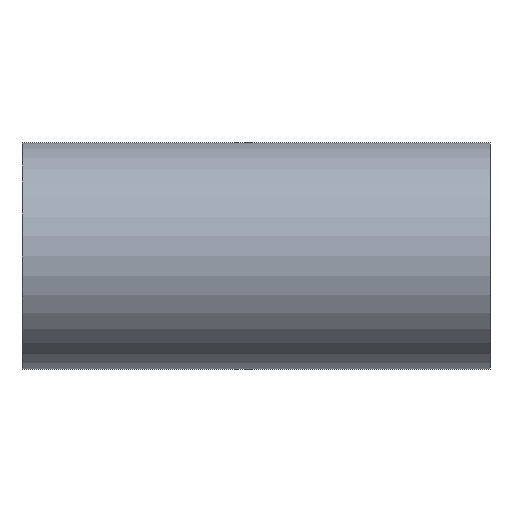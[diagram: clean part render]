
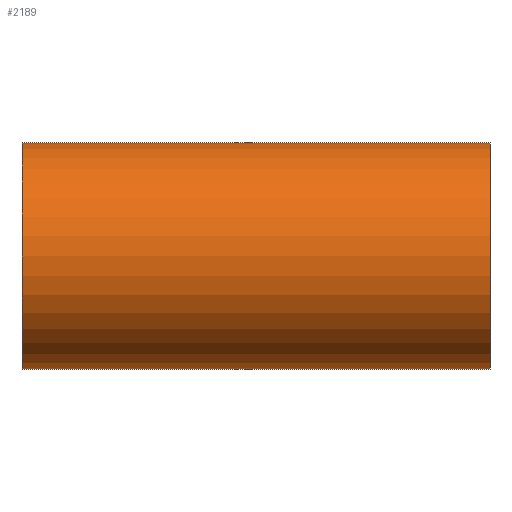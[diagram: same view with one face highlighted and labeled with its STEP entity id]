
A CAD part, front view. The second image highlights one B-rep face of the part: STEP entity #2189.
In plain terms, the highlighted cylindrical face has radius 50.8 mm (diameter 101.6 mm), a partial arc.
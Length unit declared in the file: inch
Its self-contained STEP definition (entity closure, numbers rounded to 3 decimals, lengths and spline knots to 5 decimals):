
#109 = CIRCLE ( 'NONE', #2321, 2. ) ;
#167 = CARTESIAN_POINT ( 'NONE',  ( 4.12598, 0., 0. ) ) ;
#230 = ORIENTED_EDGE ( 'NONE', *, *, #1650, .T. ) ;
#486 = CARTESIAN_POINT ( 'NONE',  ( 4.12598, 0., -2. ) ) ;
#502 = AXIS2_PLACEMENT_3D ( 'NONE', #2040, #1864, #706 ) ;
#504 = CARTESIAN_POINT ( 'NONE',  ( -4.12598, 0., 2. ) ) ;
#525 = DIRECTION ( 'NONE',  ( 0., 0., 1. ) ) ;
#706 = DIRECTION ( 'NONE',  ( 0., 0., -1. ) ) ;
#818 = CIRCLE ( 'NONE', #502, 2. ) ;
#1042 = VERTEX_POINT ( 'NONE', #1730 ) ;
#1060 = DIRECTION ( 'NONE',  ( 0., 0., -1. ) ) ;
#1103 = DIRECTION ( 'NONE',  ( -1., 0., 0. ) ) ;
#1176 = EDGE_LOOP ( 'NONE', ( #2091, #1250, #230, #1823 ) ) ;
#1180 = FACE_OUTER_BOUND ( 'NONE', #1176, .T. ) ;
#1250 = ORIENTED_EDGE ( 'NONE', *, *, #1485, .F. ) ;
#1277 = CARTESIAN_POINT ( 'NONE',  ( 4.12598, 0., 2. ) ) ;
#1473 = VERTEX_POINT ( 'NONE', #486 ) ;
#1485 = EDGE_CURVE ( 'NONE', #1042, #1473, #818, .T. ) ;
#1545 = CYLINDRICAL_SURFACE ( 'NONE', #2215, 2. ) ;
#1619 = VECTOR ( 'NONE', #1661, 39.37008 ) ;
#1650 = EDGE_CURVE ( 'NONE', #1042, #1909, #1677, .T. ) ;
#1661 = DIRECTION ( 'NONE',  ( -1., 0., 0. ) ) ;
#1677 = LINE ( 'NONE', #1277, #1619 ) ;
#1693 = CARTESIAN_POINT ( 'NONE',  ( -4.12598, 0., -2. ) ) ;
#1730 = CARTESIAN_POINT ( 'NONE',  ( 4.12598, 0., 2. ) ) ;
#1748 = EDGE_CURVE ( 'NONE', #1909, #2168, #109, .T. ) ;
#1823 = ORIENTED_EDGE ( 'NONE', *, *, #1748, .T. ) ;
#1832 = EDGE_CURVE ( 'NONE', #1473, #2168, #2087, .T. ) ;
#1864 = DIRECTION ( 'NONE',  ( 1., 0., 0. ) ) ;
#1909 = VERTEX_POINT ( 'NONE', #504 ) ;
#2033 = VECTOR ( 'NONE', #2455, 39.37008 ) ;
#2038 = CARTESIAN_POINT ( 'NONE',  ( -4.12598, 0., 0. ) ) ;
#2040 = CARTESIAN_POINT ( 'NONE',  ( 4.12598, 0., 0. ) ) ;
#2087 = LINE ( 'NONE', #2224, #2033 ) ;
#2091 = ORIENTED_EDGE ( 'NONE', *, *, #1832, .F. ) ;
#2168 = VERTEX_POINT ( 'NONE', #1693 ) ;
#2189 = ADVANCED_FACE ( 'NONE', ( #1180 ), #1545, .T. ) ;
#2213 = DIRECTION ( 'NONE',  ( 1., 0., 0. ) ) ;
#2215 = AXIS2_PLACEMENT_3D ( 'NONE', #167, #1103, #525 ) ;
#2224 = CARTESIAN_POINT ( 'NONE',  ( 4.12598, 0., -2. ) ) ;
#2321 = AXIS2_PLACEMENT_3D ( 'NONE', #2038, #2213, #1060 ) ;
#2455 = DIRECTION ( 'NONE',  ( -1., 0., 0. ) ) ;
